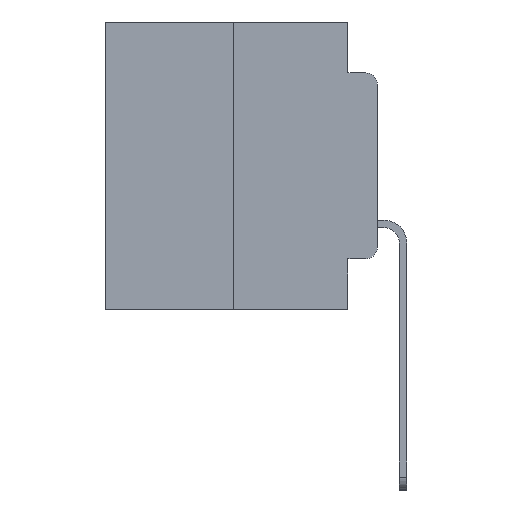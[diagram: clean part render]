
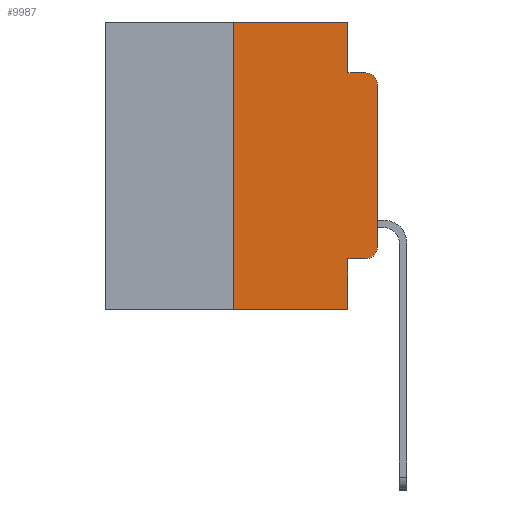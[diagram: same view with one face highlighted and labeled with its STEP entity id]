
A CAD part, left-side view. The second image highlights one B-rep face of the part: STEP entity #9987.
In plain terms, the highlighted planar face has unit normal (-1, 0, 0).
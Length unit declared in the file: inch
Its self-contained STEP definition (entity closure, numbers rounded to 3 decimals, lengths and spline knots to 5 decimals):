
#150 = DIRECTION ( 'NONE',  ( 0., 0., -1. ) ) ;
#742 = EDGE_CURVE ( 'NONE', #13437, #19464, #804, .T. ) ;
#758 = LINE ( 'NONE', #21437, #20245 ) ;
#804 = LINE ( 'NONE', #3082, #26193 ) ;
#1125 = CARTESIAN_POINT ( 'NONE',  ( 0., 0.051, 0. ) ) ;
#1206 = ORIENTED_EDGE ( 'NONE', *, *, #18270, .F. ) ;
#1210 = DIRECTION ( 'NONE',  ( 0., 0., -1. ) ) ;
#1874 = EDGE_CURVE ( 'NONE', #6529, #21646, #758, .T. ) ;
#1973 = LINE ( 'NONE', #13873, #13222 ) ;
#2048 = VERTEX_POINT ( 'NONE', #1125 ) ;
#2624 = CARTESIAN_POINT ( 'NONE',  ( 0., 0.051, -0.5 ) ) ;
#2654 = CARTESIAN_POINT ( 'NONE',  ( 0., 0.051, 0. ) ) ;
#2695 = CIRCLE ( 'NONE', #9187, 0.02 ) ;
#2755 = VECTOR ( 'NONE', #4314, 39.37008 ) ;
#3059 = DIRECTION ( 'NONE',  ( -1., 0., 0. ) ) ;
#3082 = CARTESIAN_POINT ( 'NONE',  ( 0., 0.051, -0.4115 ) ) ;
#3237 = DIRECTION ( 'NONE',  ( 0., 0., -1. ) ) ;
#3368 = CARTESIAN_POINT ( 'NONE',  ( 0., 0.473, -0.5 ) ) ;
#3596 = AXIS2_PLACEMENT_3D ( 'NONE', #22284, #9403, #24414 ) ;
#3722 = DIRECTION ( 'NONE',  ( 0., -1., 0. ) ) ;
#3747 = VERTEX_POINT ( 'NONE', #4442 ) ;
#4137 = VERTEX_POINT ( 'NONE', #18441 ) ;
#4282 = VECTOR ( 'NONE', #7610, 39.37008 ) ;
#4314 = DIRECTION ( 'NONE',  ( 0., -1., 0. ) ) ;
#4405 = CARTESIAN_POINT ( 'NONE',  ( 0., 0.473, 0. ) ) ;
#4442 = CARTESIAN_POINT ( 'NONE',  ( 0., 0.25, 0. ) ) ;
#6004 = CARTESIAN_POINT ( 'NONE',  ( 0., 0.051, -0.4115 ) ) ;
#6005 = EDGE_CURVE ( 'NONE', #26523, #3747, #10662, .T. ) ;
#6529 = VERTEX_POINT ( 'NONE', #15757 ) ;
#6856 = EDGE_CURVE ( 'NONE', #19464, #6529, #2695, .T. ) ;
#7066 = CARTESIAN_POINT ( 'NONE',  ( 0., 0.25, 0. ) ) ;
#7610 = DIRECTION ( 'NONE',  ( 0., -1., 0. ) ) ;
#8240 = ORIENTED_EDGE ( 'NONE', *, *, #742, .T. ) ;
#8355 = CARTESIAN_POINT ( 'NONE',  ( 0., 0.25, -0.5 ) ) ;
#8755 = DIRECTION ( 'NONE',  ( 0., 0., -1. ) ) ;
#9184 = ORIENTED_EDGE ( 'NONE', *, *, #1874, .T. ) ;
#9187 = AXIS2_PLACEMENT_3D ( 'NONE', #21285, #21087, #150 ) ;
#9403 = DIRECTION ( 'NONE',  ( 1., 0., 0. ) ) ;
#9739 = AXIS2_PLACEMENT_3D ( 'NONE', #13599, #3059, #1210 ) ;
#9987 = ADVANCED_FACE ( 'NONE', ( #22670 ), #26163, .F. ) ;
#10662 = LINE ( 'NONE', #7066, #15573 ) ;
#10878 = VERTEX_POINT ( 'NONE', #2624 ) ;
#12214 = EDGE_CURVE ( 'NONE', #3747, #2048, #13007, .T. ) ;
#12484 = ORIENTED_EDGE ( 'NONE', *, *, #24986, .T. ) ;
#12594 = ORIENTED_EDGE ( 'NONE', *, *, #6856, .T. ) ;
#12988 = ORIENTED_EDGE ( 'NONE', *, *, #22612, .F. ) ;
#13007 = LINE ( 'NONE', #4405, #2755 ) ;
#13072 = LINE ( 'NONE', #26939, #20300 ) ;
#13222 = VECTOR ( 'NONE', #3237, 39.37008 ) ;
#13437 = VERTEX_POINT ( 'NONE', #6004 ) ;
#13599 = CARTESIAN_POINT ( 'NONE',  ( 0., 0.02, -0.1085 ) ) ;
#13873 = CARTESIAN_POINT ( 'NONE',  ( 0., 0.051, 0. ) ) ;
#13901 = VECTOR ( 'NONE', #8755, 39.37008 ) ;
#15573 = VECTOR ( 'NONE', #24196, 39.37008 ) ;
#15757 = CARTESIAN_POINT ( 'NONE',  ( 0., 0., -0.3915 ) ) ;
#17827 = EDGE_LOOP ( 'NONE', ( #9184, #12484, #12988, #1206, #23124, #20309, #22688, #19497, #8240, #12594 ) ) ;
#18150 = CIRCLE ( 'NONE', #9739, 0.02 ) ;
#18270 = EDGE_CURVE ( 'NONE', #2048, #4137, #1973, .T. ) ;
#18441 = CARTESIAN_POINT ( 'NONE',  ( 0., 0.051, -0.0885 ) ) ;
#19013 = CARTESIAN_POINT ( 'NONE',  ( 0., 0., -0.1085 ) ) ;
#19253 = EDGE_CURVE ( 'NONE', #13437, #10878, #23774, .T. ) ;
#19464 = VERTEX_POINT ( 'NONE', #21811 ) ;
#19497 = ORIENTED_EDGE ( 'NONE', *, *, #19253, .F. ) ;
#20245 = VECTOR ( 'NONE', #25102, 39.37008 ) ;
#20300 = VECTOR ( 'NONE', #3722, 39.37008 ) ;
#20309 = ORIENTED_EDGE ( 'NONE', *, *, #6005, .F. ) ;
#21087 = DIRECTION ( 'NONE',  ( -1., 0., 0. ) ) ;
#21285 = CARTESIAN_POINT ( 'NONE',  ( 0., 0.02, -0.3915 ) ) ;
#21437 = CARTESIAN_POINT ( 'NONE',  ( 0., 0., 0. ) ) ;
#21646 = VERTEX_POINT ( 'NONE', #19013 ) ;
#21760 = LINE ( 'NONE', #3368, #4282 ) ;
#21811 = CARTESIAN_POINT ( 'NONE',  ( 0., 0.02, -0.4115 ) ) ;
#22284 = CARTESIAN_POINT ( 'NONE',  ( 0., 0.473, 0. ) ) ;
#22612 = EDGE_CURVE ( 'NONE', #4137, #25797, #13072, .T. ) ;
#22670 = FACE_OUTER_BOUND ( 'NONE', #17827, .T. ) ;
#22688 = ORIENTED_EDGE ( 'NONE', *, *, #26240, .T. ) ;
#23124 = ORIENTED_EDGE ( 'NONE', *, *, #12214, .F. ) ;
#23137 = CARTESIAN_POINT ( 'NONE',  ( 0., 0.02, -0.0885 ) ) ;
#23774 = LINE ( 'NONE', #2654, #13901 ) ;
#24196 = DIRECTION ( 'NONE',  ( 0., 0., 1. ) ) ;
#24414 = DIRECTION ( 'NONE',  ( 0., 0., -1. ) ) ;
#24986 = EDGE_CURVE ( 'NONE', #21646, #25797, #18150, .T. ) ;
#25102 = DIRECTION ( 'NONE',  ( 0., 0., 1. ) ) ;
#25797 = VERTEX_POINT ( 'NONE', #23137 ) ;
#26163 = PLANE ( 'NONE',  #3596 ) ;
#26193 = VECTOR ( 'NONE', #26468, 39.37008 ) ;
#26240 = EDGE_CURVE ( 'NONE', #26523, #10878, #21760, .T. ) ;
#26468 = DIRECTION ( 'NONE',  ( 0., -1., 0. ) ) ;
#26523 = VERTEX_POINT ( 'NONE', #8355 ) ;
#26939 = CARTESIAN_POINT ( 'NONE',  ( 0., 0.051, -0.0885 ) ) ;
